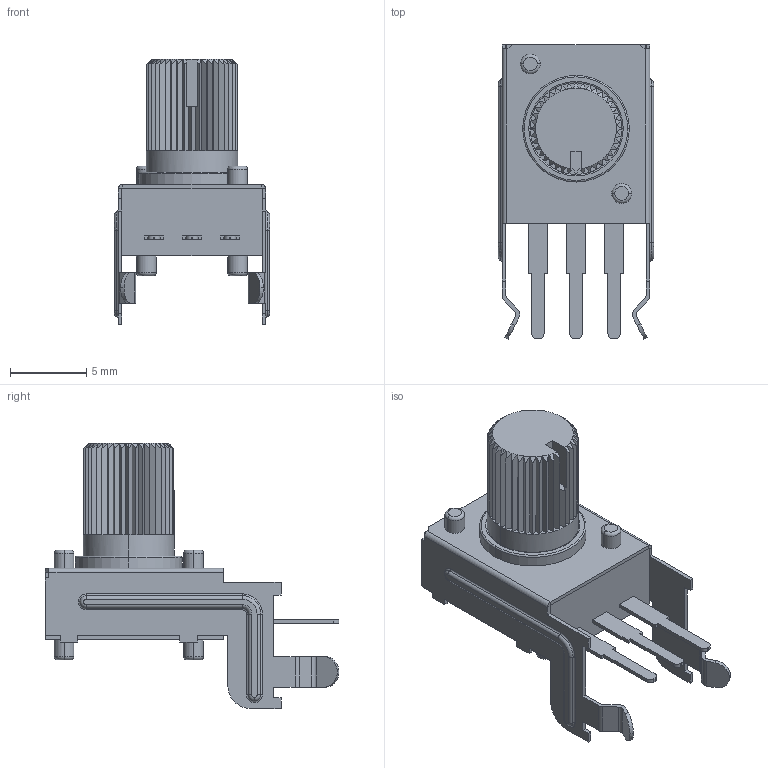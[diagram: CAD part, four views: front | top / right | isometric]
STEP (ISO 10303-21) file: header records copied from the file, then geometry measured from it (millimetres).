
FILE_DESCRIPTION (( 'STEP AP214' ), '1' );
FILE_NAME ('PTV09A-2015U-B103.STEP', '2023-09-19T05:01:31', ( '' ), ( '' ), 'SwSTEP 2.0', 'SolidWorks 2021', '' );
FILE_SCHEMA (( 'AUTOMOTIVE_DESIGN' ));
Length unit declared in the file: millimetre
Products named in the file (2): PTV09A-2015U-B103; PTV09A-2015U-B103_PTV09A-2015U-B103
Assembly tree (1 placements, depth 2):
  PTV09A-2015U-B103
    PTV09A-2015U-B103_PTV09A-2015U-B103
Bounding box: 10.2 x 19.3 x 17.4 mm (x, y, z)
Volume: 784.9 mm3; surface area: 1302.5 mm2
Topology: 5 solids, 5 shells, 373 faces, 861 edges, 506 vertices
Faces by surface type: plane 240, cylinder 62, cone 40, torus 31
Entity records: 10515 total; most frequent: CARTESIAN_POINT 1984, DIRECTION 1793, ORIENTED_EDGE 1722, EDGE_CURVE 861, AXIS2_PLACEMENT_3D 635, VECTOR 523, LINE 523, VERTEX_POINT 506
